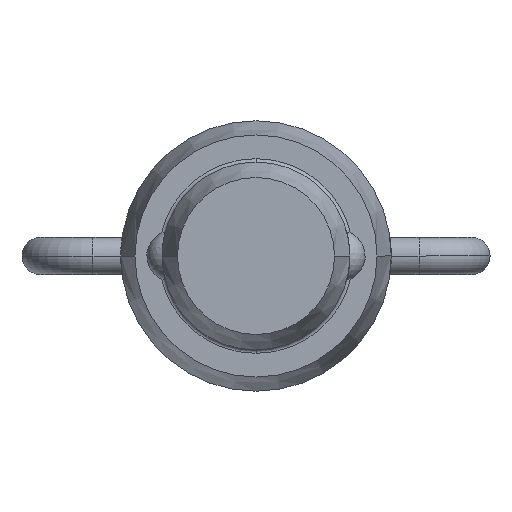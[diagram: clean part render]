
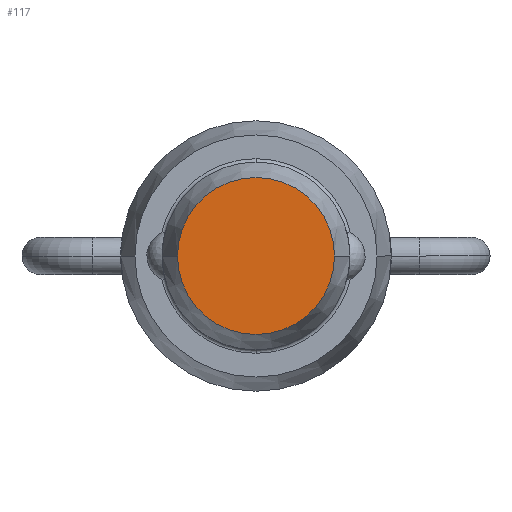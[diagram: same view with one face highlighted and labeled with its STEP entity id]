
A CAD part, front view. The second image highlights one B-rep face of the part: STEP entity #117.
In plain terms, the highlighted planar face has unit normal (0, -1, 0).
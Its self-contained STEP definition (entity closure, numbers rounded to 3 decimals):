
#117=ADVANCED_FACE('',(#244),#245,.T.);
#244=FACE_OUTER_BOUND('',#377,.T.);
#245=PLANE('',#378);
#377=EDGE_LOOP('',(#649,#650));
#378=AXIS2_PLACEMENT_3D('',#651,#652,#653);
#649=ORIENTED_EDGE('',*,*,#899,.T.);
#650=ORIENTED_EDGE('',*,*,#859,.T.);
#651=CARTESIAN_POINT('',(-2.778,-57.912,0.0));
#652=DIRECTION('',(0.,-1.0,0.0));
#653=DIRECTION('',(1.0,0.,0.0));
#859=EDGE_CURVE('',#1047,#1044,#1048,.T.);
#899=EDGE_CURVE('',#1044,#1047,#1100,.T.);
#1044=VERTEX_POINT('',#1366);
#1047=VERTEX_POINT('',#1370);
#1048=CIRCLE('',#1371,4.646);
#1100=CIRCLE('',#1479,4.646);
#1366=CARTESIAN_POINT('',(-4.646,-57.912,0.0));
#1370=CARTESIAN_POINT('',(4.646,-57.912,0.));
#1371=AXIS2_PLACEMENT_3D('',#1655,#1656,#1657);
#1479=AXIS2_PLACEMENT_3D('',#1720,#1721,#1722);
#1655=CARTESIAN_POINT('',(0.0,-57.912,0.0));
#1656=DIRECTION('',(0.,-1.0,0.0));
#1657=DIRECTION('',(-1.0,0.,0.0));
#1720=CARTESIAN_POINT('',(0.0,-57.912,0.0));
#1721=DIRECTION('',(0.,-1.0,0.0));
#1722=DIRECTION('',(-1.0,0.,0.0));
